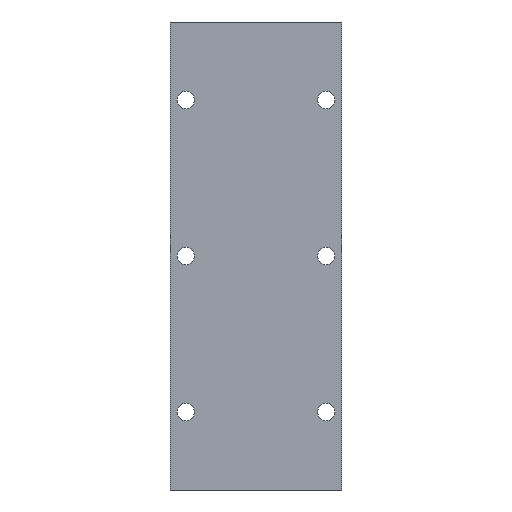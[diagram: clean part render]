
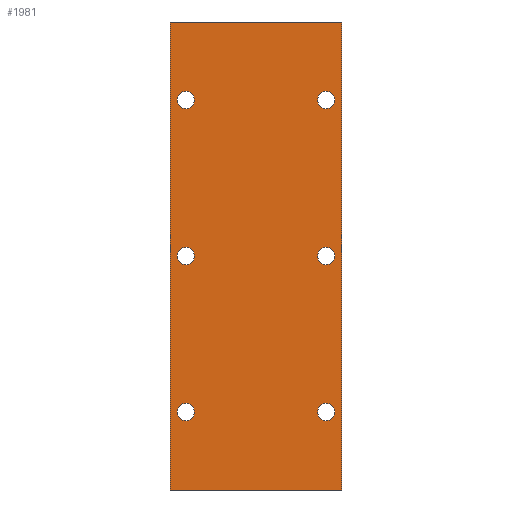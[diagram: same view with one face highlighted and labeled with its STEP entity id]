
A CAD part, front view. The second image highlights one B-rep face of the part: STEP entity #1981.
In plain terms, the highlighted planar face has unit normal (0, -1, 0).
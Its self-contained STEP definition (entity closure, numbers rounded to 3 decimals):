
#10 = CIRCLE ( 'NONE', #2360, 2.75 ) ;
#12 = DIRECTION ( 'NONE',  ( 0., 0., 1. ) ) ;
#73 = DIRECTION ( 'NONE',  ( -1., 0., 0. ) ) ;
#75 = CIRCLE ( 'NONE', #414, 2.75 ) ;
#76 = CIRCLE ( 'NONE', #1711, 2.75 ) ;
#78 = AXIS2_PLACEMENT_3D ( 'NONE', #1962, #111, #2180 ) ;
#111 = DIRECTION ( 'NONE',  ( 0., 1., 0. ) ) ;
#114 = EDGE_LOOP ( 'NONE', ( #2243, #2428 ) ) ;
#140 = CARTESIAN_POINT ( 'NONE',  ( 22.5, 0., 50. ) ) ;
#152 = VERTEX_POINT ( 'NONE', #671 ) ;
#157 = VERTEX_POINT ( 'NONE', #262 ) ;
#235 = VERTEX_POINT ( 'NONE', #2556 ) ;
#254 = EDGE_CURVE ( 'NONE', #1044, #2404, #1961, .T. ) ;
#262 = CARTESIAN_POINT ( 'NONE',  ( 22.5, 0., 2.75 ) ) ;
#267 = FACE_OUTER_BOUND ( 'NONE', #2119, .T. ) ;
#283 = DIRECTION ( 'NONE',  ( 0., 1., 0. ) ) ;
#288 = CARTESIAN_POINT ( 'NONE',  ( 27.5, 0., -75. ) ) ;
#295 = VERTEX_POINT ( 'NONE', #307 ) ;
#307 = CARTESIAN_POINT ( 'NONE',  ( 22.5, 0., 52.75 ) ) ;
#308 = DIRECTION ( 'NONE',  ( 0., 1., 0. ) ) ;
#353 = VERTEX_POINT ( 'NONE', #2023 ) ;
#362 = DIRECTION ( 'NONE',  ( 0., 1., 0. ) ) ;
#371 = CIRCLE ( 'NONE', #679, 2.75 ) ;
#378 = EDGE_CURVE ( 'NONE', #2404, #927, #388, .T. ) ;
#388 = LINE ( 'NONE', #811, #704 ) ;
#414 = AXIS2_PLACEMENT_3D ( 'NONE', #1781, #514, #2608 ) ;
#416 = CIRCLE ( 'NONE', #1453, 2.75 ) ;
#458 = CIRCLE ( 'NONE', #78, 2.75 ) ;
#474 = FACE_BOUND ( 'NONE', #114, .T. ) ;
#498 = CARTESIAN_POINT ( 'NONE',  ( -22.5, 0., -50. ) ) ;
#514 = DIRECTION ( 'NONE',  ( 0., 1., 0. ) ) ;
#525 = ORIENTED_EDGE ( 'NONE', *, *, #2672, .T. ) ;
#526 = CARTESIAN_POINT ( 'NONE',  ( 22.5, 0., 47.25 ) ) ;
#528 = DIRECTION ( 'NONE',  ( 0., 0., 1. ) ) ;
#561 = VERTEX_POINT ( 'NONE', #752 ) ;
#566 = CARTESIAN_POINT ( 'NONE',  ( -22.5, 0., 0. ) ) ;
#594 = CIRCLE ( 'NONE', #1715, 2.75 ) ;
#611 = ORIENTED_EDGE ( 'NONE', *, *, #1846, .T. ) ;
#621 = DIRECTION ( 'NONE',  ( 1., 0., 0. ) ) ;
#654 = AXIS2_PLACEMENT_3D ( 'NONE', #2165, #2613, #772 ) ;
#671 = CARTESIAN_POINT ( 'NONE',  ( -22.5, 0., 47.25 ) ) ;
#679 = AXIS2_PLACEMENT_3D ( 'NONE', #1202, #988, #1556 ) ;
#704 = VECTOR ( 'NONE', #621, 1000. ) ;
#752 = CARTESIAN_POINT ( 'NONE',  ( 22.5, 0., -52.75 ) ) ;
#768 = DIRECTION ( 'NONE',  ( 0., 0., 1. ) ) ;
#772 = DIRECTION ( 'NONE',  ( 0., 0., 1. ) ) ;
#780 = ORIENTED_EDGE ( 'NONE', *, *, #254, .T. ) ;
#786 = EDGE_CURVE ( 'NONE', #996, #927, #1655, .T. ) ;
#809 = VERTEX_POINT ( 'NONE', #1495 ) ;
#811 = CARTESIAN_POINT ( 'NONE',  ( -27.5, 0., -75. ) ) ;
#827 = ORIENTED_EDGE ( 'NONE', *, *, #378, .T. ) ;
#878 = CARTESIAN_POINT ( 'NONE',  ( -22.5, 0., -47.25 ) ) ;
#894 = ORIENTED_EDGE ( 'NONE', *, *, #2446, .T. ) ;
#927 = VERTEX_POINT ( 'NONE', #288 ) ;
#981 = CIRCLE ( 'NONE', #2490, 2.75 ) ;
#984 = CARTESIAN_POINT ( 'NONE',  ( -22.5, 0., 0. ) ) ;
#988 = DIRECTION ( 'NONE',  ( 0., 1., 0. ) ) ;
#996 = VERTEX_POINT ( 'NONE', #1983 ) ;
#1015 = EDGE_LOOP ( 'NONE', ( #1380, #1321 ) ) ;
#1044 = VERTEX_POINT ( 'NONE', #1374 ) ;
#1058 = DIRECTION ( 'NONE',  ( 1., 0., 0. ) ) ;
#1097 = PLANE ( 'NONE',  #2447 ) ;
#1122 = CARTESIAN_POINT ( 'NONE',  ( -27.5, 0., 75. ) ) ;
#1134 = DIRECTION ( 'NONE',  ( 0., 0., 1. ) ) ;
#1193 = VERTEX_POINT ( 'NONE', #1908 ) ;
#1202 = CARTESIAN_POINT ( 'NONE',  ( -22.5, 0., 50. ) ) ;
#1221 = CARTESIAN_POINT ( 'NONE',  ( -22.5, 0., 2.75 ) ) ;
#1248 = CARTESIAN_POINT ( 'NONE',  ( 27.5, 0., 75. ) ) ;
#1277 = CIRCLE ( 'NONE', #1623, 2.75 ) ;
#1296 = CARTESIAN_POINT ( 'NONE',  ( -27.5, 0., 75. ) ) ;
#1312 = FACE_BOUND ( 'NONE', #1989, .T. ) ;
#1321 = ORIENTED_EDGE ( 'NONE', *, *, #1506, .T. ) ;
#1322 = DIRECTION ( 'NONE',  ( 0., 1., 0. ) ) ;
#1333 = ORIENTED_EDGE ( 'NONE', *, *, #1481, .T. ) ;
#1353 = DIRECTION ( 'NONE',  ( 0., 1., 0. ) ) ;
#1374 = CARTESIAN_POINT ( 'NONE',  ( -27.5, 0., 75. ) ) ;
#1380 = ORIENTED_EDGE ( 'NONE', *, *, #2147, .T. ) ;
#1381 = DIRECTION ( 'NONE',  ( 0., 1., 0. ) ) ;
#1397 = ORIENTED_EDGE ( 'NONE', *, *, #786, .F. ) ;
#1418 = EDGE_CURVE ( 'NONE', #2166, #295, #1521, .T. ) ;
#1450 = EDGE_CURVE ( 'NONE', #235, #152, #10, .T. ) ;
#1453 = AXIS2_PLACEMENT_3D ( 'NONE', #984, #1985, #1775 ) ;
#1461 = FACE_BOUND ( 'NONE', #1015, .T. ) ;
#1465 = EDGE_CURVE ( 'NONE', #295, #2166, #1277, .T. ) ;
#1481 = EDGE_CURVE ( 'NONE', #2061, #809, #458, .T. ) ;
#1489 = FACE_BOUND ( 'NONE', #1766, .T. ) ;
#1494 = CIRCLE ( 'NONE', #1840, 2.75 ) ;
#1495 = CARTESIAN_POINT ( 'NONE',  ( -22.5, 0., -52.75 ) ) ;
#1506 = EDGE_CURVE ( 'NONE', #1780, #157, #1494, .T. ) ;
#1509 = ORIENTED_EDGE ( 'NONE', *, *, #2456, .T. ) ;
#1516 = FACE_BOUND ( 'NONE', #1820, .T. ) ;
#1521 = CIRCLE ( 'NONE', #654, 2.75 ) ;
#1556 = DIRECTION ( 'NONE',  ( 0., 0., 1. ) ) ;
#1583 = DIRECTION ( 'NONE',  ( 0., 0., -1. ) ) ;
#1587 = AXIS2_PLACEMENT_3D ( 'NONE', #498, #1322, #2149 ) ;
#1605 = DIRECTION ( 'NONE',  ( 0., 0., 1. ) ) ;
#1623 = AXIS2_PLACEMENT_3D ( 'NONE', #140, #1353, #1134 ) ;
#1635 = DIRECTION ( 'NONE',  ( 0., 1., 0. ) ) ;
#1655 = LINE ( 'NONE', #1248, #2479 ) ;
#1689 = CARTESIAN_POINT ( 'NONE',  ( -27.5, 0., 75. ) ) ;
#1706 = EDGE_LOOP ( 'NONE', ( #1509, #1789 ) ) ;
#1711 = AXIS2_PLACEMENT_3D ( 'NONE', #1784, #1381, #1605 ) ;
#1715 = AXIS2_PLACEMENT_3D ( 'NONE', #1857, #1832, #12 ) ;
#1766 = EDGE_LOOP ( 'NONE', ( #2186, #2526 ) ) ;
#1775 = DIRECTION ( 'NONE',  ( 0., 0., 1. ) ) ;
#1780 = VERTEX_POINT ( 'NONE', #1988 ) ;
#1781 = CARTESIAN_POINT ( 'NONE',  ( 22.5, 0., -50. ) ) ;
#1784 = CARTESIAN_POINT ( 'NONE',  ( 22.5, 0., 0. ) ) ;
#1789 = ORIENTED_EDGE ( 'NONE', *, *, #1896, .T. ) ;
#1820 = EDGE_LOOP ( 'NONE', ( #611, #525 ) ) ;
#1832 = DIRECTION ( 'NONE',  ( 0., 1., 0. ) ) ;
#1839 = DIRECTION ( 'NONE',  ( 0., 0., 1. ) ) ;
#1840 = AXIS2_PLACEMENT_3D ( 'NONE', #2436, #1635, #1839 ) ;
#1846 = EDGE_CURVE ( 'NONE', #353, #561, #75, .T. ) ;
#1857 = CARTESIAN_POINT ( 'NONE',  ( 22.5, 0., -50. ) ) ;
#1883 = VECTOR ( 'NONE', #1058, 1000. ) ;
#1896 = EDGE_CURVE ( 'NONE', #1193, #2643, #981, .T. ) ;
#1908 = CARTESIAN_POINT ( 'NONE',  ( -22.5, 0., -2.75 ) ) ;
#1918 = CARTESIAN_POINT ( 'NONE',  ( -27.5, 0., -75. ) ) ;
#1922 = LINE ( 'NONE', #1296, #1883 ) ;
#1931 = CIRCLE ( 'NONE', #1587, 2.75 ) ;
#1934 = EDGE_CURVE ( 'NONE', #1044, #996, #1922, .T. ) ;
#1961 = LINE ( 'NONE', #1122, #2259 ) ;
#1962 = CARTESIAN_POINT ( 'NONE',  ( -22.5, 0., -50. ) ) ;
#1981 = ADVANCED_FACE ( 'NONE', ( #474, #1461, #1516, #1312, #2099, #1489, #267 ), #1097, .F. ) ;
#1983 = CARTESIAN_POINT ( 'NONE',  ( 27.5, 0., 75. ) ) ;
#1985 = DIRECTION ( 'NONE',  ( 0., 1., 0. ) ) ;
#1988 = CARTESIAN_POINT ( 'NONE',  ( 22.5, 0., -2.75 ) ) ;
#1989 = EDGE_LOOP ( 'NONE', ( #1333, #894 ) ) ;
#2023 = CARTESIAN_POINT ( 'NONE',  ( 22.5, 0., -47.25 ) ) ;
#2061 = VERTEX_POINT ( 'NONE', #878 ) ;
#2099 = FACE_BOUND ( 'NONE', #1706, .T. ) ;
#2106 = DIRECTION ( 'NONE',  ( 0., 0., -1. ) ) ;
#2114 = EDGE_CURVE ( 'NONE', #152, #235, #371, .T. ) ;
#2119 = EDGE_LOOP ( 'NONE', ( #827, #1397, #2494, #780 ) ) ;
#2147 = EDGE_CURVE ( 'NONE', #157, #1780, #76, .T. ) ;
#2149 = DIRECTION ( 'NONE',  ( 0., 0., 1. ) ) ;
#2165 = CARTESIAN_POINT ( 'NONE',  ( 22.5, 0., 50. ) ) ;
#2166 = VERTEX_POINT ( 'NONE', #526 ) ;
#2180 = DIRECTION ( 'NONE',  ( 0., 0., 1. ) ) ;
#2186 = ORIENTED_EDGE ( 'NONE', *, *, #1450, .T. ) ;
#2243 = ORIENTED_EDGE ( 'NONE', *, *, #1465, .T. ) ;
#2259 = VECTOR ( 'NONE', #1583, 1000. ) ;
#2360 = AXIS2_PLACEMENT_3D ( 'NONE', #2367, #308, #528 ) ;
#2367 = CARTESIAN_POINT ( 'NONE',  ( -22.5, 0., 50. ) ) ;
#2404 = VERTEX_POINT ( 'NONE', #1918 ) ;
#2428 = ORIENTED_EDGE ( 'NONE', *, *, #1418, .T. ) ;
#2436 = CARTESIAN_POINT ( 'NONE',  ( 22.5, 0., 0. ) ) ;
#2446 = EDGE_CURVE ( 'NONE', #809, #2061, #1931, .T. ) ;
#2447 = AXIS2_PLACEMENT_3D ( 'NONE', #1689, #283, #73 ) ;
#2456 = EDGE_CURVE ( 'NONE', #2643, #1193, #416, .T. ) ;
#2479 = VECTOR ( 'NONE', #2106, 1000. ) ;
#2490 = AXIS2_PLACEMENT_3D ( 'NONE', #566, #362, #768 ) ;
#2494 = ORIENTED_EDGE ( 'NONE', *, *, #1934, .F. ) ;
#2526 = ORIENTED_EDGE ( 'NONE', *, *, #2114, .T. ) ;
#2556 = CARTESIAN_POINT ( 'NONE',  ( -22.5, 0., 52.75 ) ) ;
#2608 = DIRECTION ( 'NONE',  ( 0., 0., 1. ) ) ;
#2613 = DIRECTION ( 'NONE',  ( 0., 1., 0. ) ) ;
#2643 = VERTEX_POINT ( 'NONE', #1221 ) ;
#2672 = EDGE_CURVE ( 'NONE', #561, #353, #594, .T. ) ;
